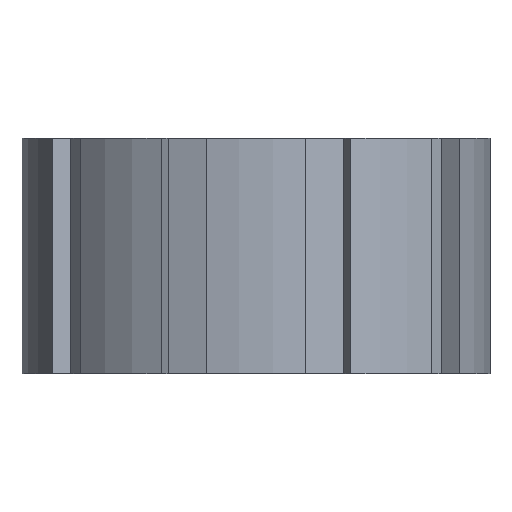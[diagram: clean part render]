
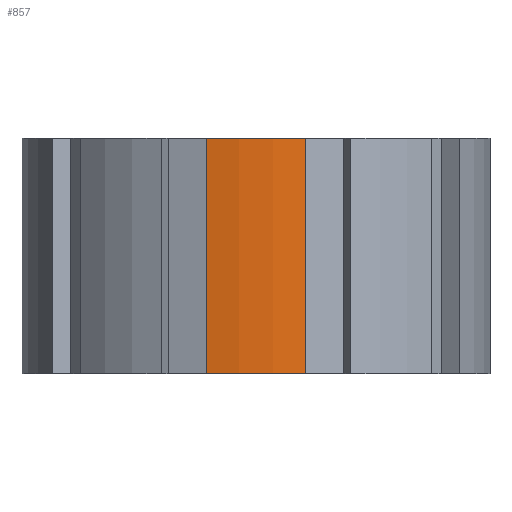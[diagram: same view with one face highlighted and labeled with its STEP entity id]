
A CAD part, left-side view. The second image highlights one B-rep face of the part: STEP entity #857.
In plain terms, the highlighted cylindrical face has radius 10 mm (diameter 20 mm), a partial arc.
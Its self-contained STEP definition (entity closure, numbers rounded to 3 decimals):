
#19=CYLINDRICAL_SURFACE('',#930,10.);
#42=FACE_OUTER_BOUND('',#87,.T.);
#87=EDGE_LOOP('',(#652,#653,#654,#655));
#119=CIRCLE('',#903,10.);
#133=CIRCLE('',#931,10.);
#193=LINE('',#1345,#297);
#195=LINE('',#1349,#299);
#297=VECTOR('',#1080,10.);
#299=VECTOR('',#1084,10.);
#355=VERTEX_POINT('',#1220);
#356=VERTEX_POINT('',#1222);
#404=VERTEX_POINT('',#1344);
#405=VERTEX_POINT('',#1348);
#439=EDGE_CURVE('',#356,#355,#119,.T.);
#500=EDGE_CURVE('',#356,#404,#193,.T.);
#502=EDGE_CURVE('',#405,#355,#195,.T.);
#503=EDGE_CURVE('',#404,#405,#133,.T.);
#652=ORIENTED_EDGE('',*,*,#439,.T.);
#653=ORIENTED_EDGE('',*,*,#502,.F.);
#654=ORIENTED_EDGE('',*,*,#503,.F.);
#655=ORIENTED_EDGE('',*,*,#500,.F.);
#857=ADVANCED_FACE('',(#42),#19,.T.);
#903=AXIS2_PLACEMENT_3D('',#1223,#979,#980);
#930=AXIS2_PLACEMENT_3D('',#1347,#1082,#1083);
#931=AXIS2_PLACEMENT_3D('',#1350,#1085,#1086);
#979=DIRECTION('center_axis',(0.,0.,-1.));
#980=DIRECTION('ref_axis',(-1.,0.,0.));
#1080=DIRECTION('',(0.,0.,-1.));
#1082=DIRECTION('center_axis',(0.,0.,-1.));
#1083=DIRECTION('ref_axis',(-1.,0.,0.));
#1084=DIRECTION('',(0.,0.,1.));
#1085=DIRECTION('center_axis',(0.,0.,-1.));
#1086=DIRECTION('ref_axis',(-1.,0.,0.));
#1220=CARTESIAN_POINT('',(-9.772,2.124,114.));
#1222=CARTESIAN_POINT('',(-9.772,-2.124,114.));
#1223=CARTESIAN_POINT('Origin',(0.,0.,114.));
#1344=CARTESIAN_POINT('',(-9.772,-2.124,104.));
#1345=CARTESIAN_POINT('',(-9.772,-2.124,154.));
#1347=CARTESIAN_POINT('Origin',(0.,0.,154.));
#1348=CARTESIAN_POINT('',(-9.772,2.124,104.));
#1349=CARTESIAN_POINT('',(-9.772,2.124,154.));
#1350=CARTESIAN_POINT('Origin',(0.,0.,104.));
